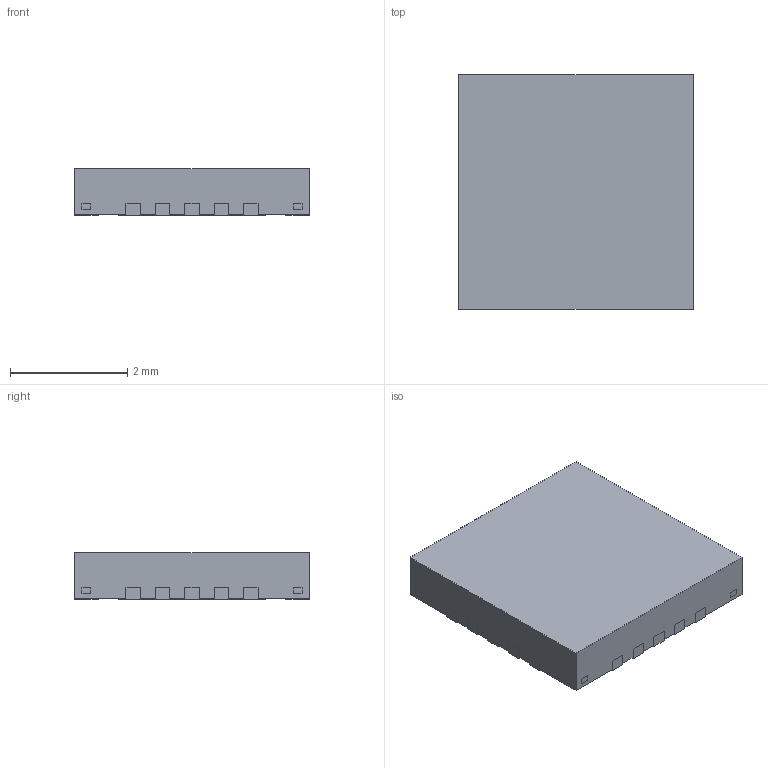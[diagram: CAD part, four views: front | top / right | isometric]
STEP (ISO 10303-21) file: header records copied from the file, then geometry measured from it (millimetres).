
FILE_DESCRIPTION((''),'2;1');
FILE_NAME('RRQ0020A_ASM','2019-03-07T12:48:08',('a0412086'),(''),'CREO PARAMETRIC BY PTC INC, 2018020','CREO PARAMETRIC BY PTC INC, 2018020','');
FILE_SCHEMA(('AUTOMOTIVE_DESIGN { 1 0 10303 214 1 1 1 1 }'));
Length unit declared in the file: millimetre
Products named in the file (4): FRAME; BODY; PIN1_AREA; RRQ0020A_ASM
Assembly tree (3 placements, depth 2):
  RRQ0020A_ASM
    FRAME
    BODY
    PIN1_AREA
Bounding box: 4 x 4 x 0.8 mm (x, y, z)
Volume: 12.6 mm3; surface area: 73 mm2
Topology: 26 solids, 26 shells, 355 faces, 906 edges, 604 vertices
Faces by surface type: plane 275, cylinder 80
Entity records: 14129 total; most frequent: CARTESIAN_POINT 1915, DIRECTION 1842, ORIENTED_EDGE 1812, PRESENTATION_STYLE_ASSIGNMENT 961, STYLED_ITEM 933, CURVE_STYLE 906, EDGE_CURVE 906, VECTOR 746
